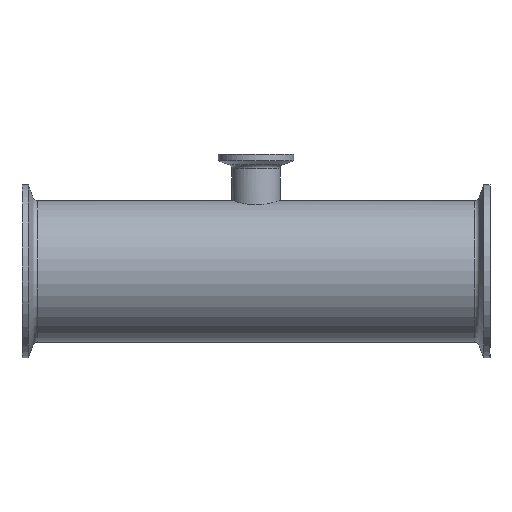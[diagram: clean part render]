
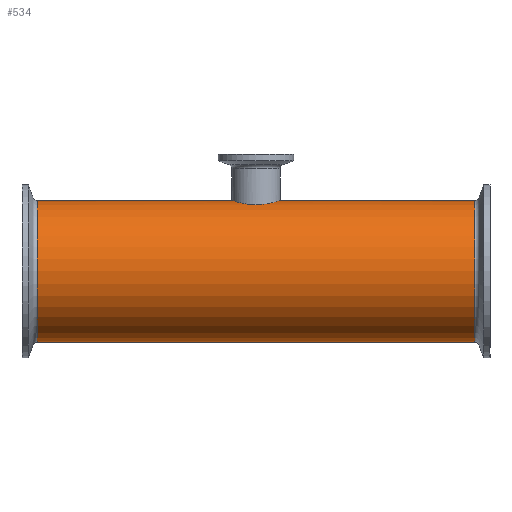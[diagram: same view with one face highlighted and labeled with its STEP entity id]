
A CAD part, front view. The second image highlights one B-rep face of the part: STEP entity #534.
In plain terms, the highlighted cylindrical face has radius 31.75 mm (diameter 63.5 mm), a full revolution.
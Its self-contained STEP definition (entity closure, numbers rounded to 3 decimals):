
#17=FACE_BOUND('',#131,.T.);
#29=B_SPLINE_CURVE_WITH_KNOTS('',3,(#892,#893,#894,#895,#896,#897,#898,
#899,#900,#901),.UNSPECIFIED.,.F.,.F.,(4,2,2,2,4),(0.,0.412,
0.825,1.237,1.649),.UNSPECIFIED.);
#30=B_SPLINE_CURVE_WITH_KNOTS('',3,(#902,#903,#904,#905,#906,#907,#908,
#909,#910,#911,#912,#913,#914,#915,#916,#917,#918,#919,#920,#921,#922,#923,
#924,#925,#926,#927),.UNSPECIFIED.,.F.,.F.,(4,2,2,2,2,2,2,2,2,2,2,2,4),
(1.649,2.062,2.474,2.886,3.299,
3.711,4.123,4.536,4.948,5.36,
5.772,6.185,6.597),.UNSPECIFIED.);
#35=CYLINDRICAL_SURFACE('',#613,31.75);
#46=LINE('',#983,#62);
#62=VECTOR('',#759,31.75);
#94=FACE_OUTER_BOUND('',#130,.T.);
#130=EDGE_LOOP('',(#409,#410,#411,#412,#413,#414));
#131=EDGE_LOOP('',(#415,#416));
#179=CIRCLE('',#609,31.75);
#180=CIRCLE('',#610,31.75);
#182=CIRCLE('',#614,31.75);
#183=CIRCLE('',#615,31.75);
#221=VERTEX_POINT('',#889);
#222=VERTEX_POINT('',#891);
#236=VERTEX_POINT('',#969);
#237=VERTEX_POINT('',#971);
#239=VERTEX_POINT('',#979);
#240=VERTEX_POINT('',#980);
#276=EDGE_CURVE('',#222,#221,#29,.T.);
#277=EDGE_CURVE('',#221,#222,#30,.T.);
#298=EDGE_CURVE('',#236,#237,#179,.T.);
#299=EDGE_CURVE('',#237,#236,#180,.T.);
#302=EDGE_CURVE('',#239,#240,#182,.T.);
#303=EDGE_CURVE('',#240,#239,#183,.T.);
#304=EDGE_CURVE('',#240,#237,#46,.T.);
#409=ORIENTED_EDGE('',*,*,#302,.F.);
#410=ORIENTED_EDGE('',*,*,#303,.F.);
#411=ORIENTED_EDGE('',*,*,#304,.T.);
#412=ORIENTED_EDGE('',*,*,#298,.F.);
#413=ORIENTED_EDGE('',*,*,#299,.F.);
#414=ORIENTED_EDGE('',*,*,#304,.F.);
#415=ORIENTED_EDGE('',*,*,#276,.T.);
#416=ORIENTED_EDGE('',*,*,#277,.T.);
#534=ADVANCED_FACE('',(#94,#17),#35,.T.);
#609=AXIS2_PLACEMENT_3D('',#972,#744,#745);
#610=AXIS2_PLACEMENT_3D('',#973,#746,#747);
#613=AXIS2_PLACEMENT_3D('',#978,#753,#754);
#614=AXIS2_PLACEMENT_3D('',#981,#755,#756);
#615=AXIS2_PLACEMENT_3D('',#982,#757,#758);
#744=DIRECTION('center_axis',(-1.,0.,0.));
#745=DIRECTION('ref_axis',(0.,0.,-1.));
#746=DIRECTION('center_axis',(-1.,0.,0.));
#747=DIRECTION('ref_axis',(0.,0.,-1.));
#753=DIRECTION('center_axis',(1.,0.,0.));
#754=DIRECTION('ref_axis',(0.,1.,0.));
#755=DIRECTION('center_axis',(1.,0.,0.));
#756=DIRECTION('ref_axis',(0.,0.,-1.));
#757=DIRECTION('center_axis',(1.,0.,0.));
#758=DIRECTION('ref_axis',(0.,0.,-1.));
#759=DIRECTION('',(-1.,0.,0.));
#889=CARTESIAN_POINT('',(-10.85,0.,31.75));
#891=CARTESIAN_POINT('',(0.,-10.85,29.839));
#892=CARTESIAN_POINT('Ctrl Pts',(0.,-10.85,29.839));
#893=CARTESIAN_POINT('Ctrl Pts',(-1.375,-10.85,29.839));
#894=CARTESIAN_POINT('Ctrl Pts',(-2.833,-10.573,29.944));
#895=CARTESIAN_POINT('Ctrl Pts',(-5.502,-9.462,30.313));
#896=CARTESIAN_POINT('Ctrl Pts',(-6.715,-8.629,30.571));
#897=CARTESIAN_POINT('Ctrl Pts',(-8.629,-6.715,31.047));
#898=CARTESIAN_POINT('Ctrl Pts',(-9.462,-5.502,31.299));
#899=CARTESIAN_POINT('Ctrl Pts',(-10.573,-2.832,31.652));
#900=CARTESIAN_POINT('Ctrl Pts',(-10.85,-1.374,31.75));
#901=CARTESIAN_POINT('Ctrl Pts',(-10.85,0.,31.75));
#902=CARTESIAN_POINT('Ctrl Pts',(-10.85,0.,31.75));
#903=CARTESIAN_POINT('Ctrl Pts',(-10.85,1.374,31.75));
#904=CARTESIAN_POINT('Ctrl Pts',(-10.573,2.832,31.652));
#905=CARTESIAN_POINT('Ctrl Pts',(-9.462,5.502,31.299));
#906=CARTESIAN_POINT('Ctrl Pts',(-8.629,6.715,31.047));
#907=CARTESIAN_POINT('Ctrl Pts',(-6.715,8.629,30.571));
#908=CARTESIAN_POINT('Ctrl Pts',(-5.502,9.462,30.313));
#909=CARTESIAN_POINT('Ctrl Pts',(-2.833,10.573,29.944));
#910=CARTESIAN_POINT('Ctrl Pts',(-1.375,10.85,29.839));
#911=CARTESIAN_POINT('Ctrl Pts',(1.375,10.85,29.839));
#912=CARTESIAN_POINT('Ctrl Pts',(2.833,10.573,29.944));
#913=CARTESIAN_POINT('Ctrl Pts',(5.502,9.462,30.313));
#914=CARTESIAN_POINT('Ctrl Pts',(6.715,8.629,30.571));
#915=CARTESIAN_POINT('Ctrl Pts',(8.629,6.715,31.047));
#916=CARTESIAN_POINT('Ctrl Pts',(9.462,5.502,31.299));
#917=CARTESIAN_POINT('Ctrl Pts',(10.573,2.832,31.652));
#918=CARTESIAN_POINT('Ctrl Pts',(10.85,1.374,31.75));
#919=CARTESIAN_POINT('Ctrl Pts',(10.85,-1.374,31.75));
#920=CARTESIAN_POINT('Ctrl Pts',(10.573,-2.832,31.652));
#921=CARTESIAN_POINT('Ctrl Pts',(9.462,-5.502,31.299));
#922=CARTESIAN_POINT('Ctrl Pts',(8.629,-6.715,31.047));
#923=CARTESIAN_POINT('Ctrl Pts',(6.715,-8.629,30.571));
#924=CARTESIAN_POINT('Ctrl Pts',(5.502,-9.462,30.313));
#925=CARTESIAN_POINT('Ctrl Pts',(2.833,-10.573,29.944));
#926=CARTESIAN_POINT('Ctrl Pts',(1.375,-10.85,29.839));
#927=CARTESIAN_POINT('Ctrl Pts',(0.,-10.85,29.839));
#969=CARTESIAN_POINT('',(-98.202,0.,31.75));
#971=CARTESIAN_POINT('',(-98.202,-31.75,0.));
#972=CARTESIAN_POINT('Origin',(-98.202,0.,0.));
#973=CARTESIAN_POINT('Origin',(-98.202,0.,0.));
#978=CARTESIAN_POINT('Origin',(0.,0.,0.));
#979=CARTESIAN_POINT('',(98.202,0.,-31.75));
#980=CARTESIAN_POINT('',(98.202,-31.75,0.));
#981=CARTESIAN_POINT('Origin',(98.202,0.,0.));
#982=CARTESIAN_POINT('Origin',(98.202,0.,0.));
#983=CARTESIAN_POINT('',(0.,-31.75,0.));
